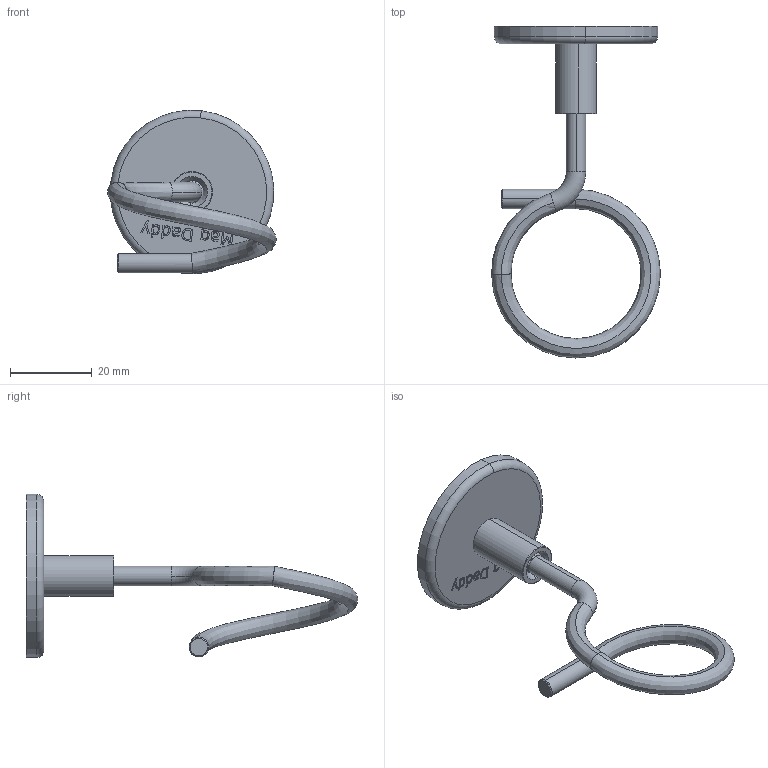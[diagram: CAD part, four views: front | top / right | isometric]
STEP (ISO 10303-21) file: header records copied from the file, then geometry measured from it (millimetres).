
FILE_DESCRIPTION (( 'STEP AP203' ), '1' );
FILE_NAME ('BRM4T125.STEP', '2022-11-15T16:51:18', ( '' ), ( '' ), 'SwSTEP 2.0', 'SolidWorks 2021', '' );
FILE_SCHEMA (( 'CONFIG_CONTROL_DESIGN' ));
Length unit declared in the file: inch
Products named in the file (5): MAG4TF; 1.25 BRIDLE RING_1.25 Bridle Ring; MAGNET; MAGNET CUP 40mm; BRM4T125
Assembly tree (4 placements, depth 3):
  BRM4T125
    1.25 BRIDLE RING_1.25 Bridle Ring
    MAG4TF
      MAGNET CUP 40mm
      MAGNET
Bounding box: 41.27 x 81.12 x 39.92 mm (x, y, z)
Volume: 9040.9 mm3; surface area: 8888.5 mm2
Topology: 3 solids, 3 shells, 221 faces, 584 edges, 377 vertices
Faces by surface type: bspline 88, plane 84, cylinder 30, torus 12, cone 7
Entity records: 14916 total; most frequent: CARTESIAN_POINT 9677, ORIENTED_EDGE 1148, DIRECTION 691, EDGE_CURVE 574, VERTEX_POINT 377, VECTOR 291, LINE 291, EDGE_LOOP 239
